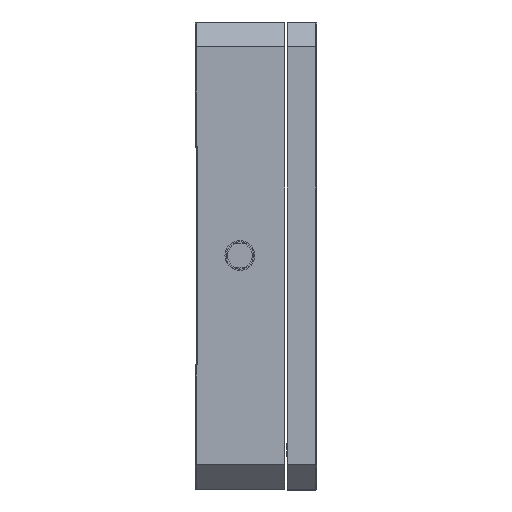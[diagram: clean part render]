
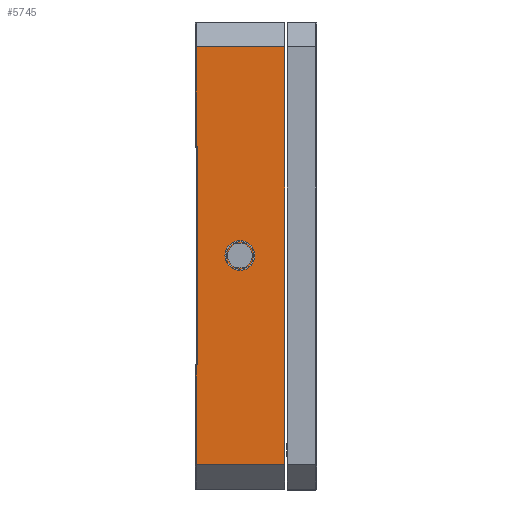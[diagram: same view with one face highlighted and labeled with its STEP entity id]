
A CAD part, top view. The second image highlights one B-rep face of the part: STEP entity #5745.
In plain terms, the highlighted planar face has unit normal (0, 0, 1).
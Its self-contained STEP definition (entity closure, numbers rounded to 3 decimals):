
#43 = CIRCLE ( 'NONE', #4072, 2.5 ) ;
#225 = DIRECTION ( 'NONE',  ( 0., 0., 1. ) ) ;
#226 = ORIENTED_EDGE ( 'NONE', *, *, #3226, .F. ) ;
#245 = CARTESIAN_POINT ( 'NONE',  ( 44.721, 8.521, 47. ) ) ;
#365 = LINE ( 'NONE', #2023, #2729 ) ;
#430 = FACE_BOUND ( 'NONE', #4764, .T. ) ;
#464 = LINE ( 'NONE', #1762, #1363 ) ;
#616 = VERTEX_POINT ( 'NONE', #786 ) ;
#696 = VERTEX_POINT ( 'NONE', #1682 ) ;
#786 = CARTESIAN_POINT ( 'NONE',  ( 62.521, 28.521, 47. ) ) ;
#984 = CARTESIAN_POINT ( 'NONE',  ( 62.521, -55.479, 47. ) ) ;
#1021 = EDGE_CURVE ( 'NONE', #2067, #696, #4145, .T. ) ;
#1060 = ORIENTED_EDGE ( 'NONE', *, *, #4984, .T. ) ;
#1101 = VERTEX_POINT ( 'NONE', #5633 ) ;
#1360 = DIRECTION ( 'NONE',  ( 0., -1., 0. ) ) ;
#1363 = VECTOR ( 'NONE', #1360, 1000. ) ;
#1676 = CARTESIAN_POINT ( 'NONE',  ( 44.721, 8.521, 47. ) ) ;
#1682 = CARTESIAN_POINT ( 'NONE',  ( 56.021, -13.479, 47. ) ) ;
#1692 = LINE ( 'NONE', #4862, #5421 ) ;
#1759 = VECTOR ( 'NONE', #4062, 1000. ) ;
#1762 = CARTESIAN_POINT ( 'NONE',  ( 62.521, 33.521, 47. ) ) ;
#1822 = ORIENTED_EDGE ( 'NONE', *, *, #2708, .T. ) ;
#1911 = CARTESIAN_POINT ( 'NONE',  ( 44.721, 33.521, 47. ) ) ;
#1923 = CARTESIAN_POINT ( 'NONE',  ( 53.521, -13.479, 47. ) ) ;
#2023 = CARTESIAN_POINT ( 'NONE',  ( 44.721, 33.521, 47. ) ) ;
#2048 = VERTEX_POINT ( 'NONE', #4637 ) ;
#2050 = CARTESIAN_POINT ( 'NONE',  ( 51.021, -13.479, 47. ) ) ;
#2067 = VERTEX_POINT ( 'NONE', #2050 ) ;
#2197 = CARTESIAN_POINT ( 'NONE',  ( 44.921, 8.521, 47. ) ) ;
#2225 = ORIENTED_EDGE ( 'NONE', *, *, #1021, .F. ) ;
#2294 = VERTEX_POINT ( 'NONE', #3924 ) ;
#2313 = DIRECTION ( 'NONE',  ( 0., 1., 0. ) ) ;
#2383 = DIRECTION ( 'NONE',  ( 1., 0., 0. ) ) ;
#2415 = VERTEX_POINT ( 'NONE', #1676 ) ;
#2655 = FACE_OUTER_BOUND ( 'NONE', #5615, .T. ) ;
#2708 = EDGE_CURVE ( 'NONE', #5018, #2415, #4065, .T. ) ;
#2729 = VECTOR ( 'NONE', #3339, 1000. ) ;
#2805 = VECTOR ( 'NONE', #4462, 1000. ) ;
#2921 = CARTESIAN_POINT ( 'NONE',  ( 44.721, 28.521, 47. ) ) ;
#3037 = ORIENTED_EDGE ( 'NONE', *, *, #4650, .T. ) ;
#3157 = CARTESIAN_POINT ( 'NONE',  ( 62.521, 28.521, 47. ) ) ;
#3191 = EDGE_CURVE ( 'NONE', #616, #4135, #464, .T. ) ;
#3226 = EDGE_CURVE ( 'NONE', #696, #2067, #43, .T. ) ;
#3283 = DIRECTION ( 'NONE',  ( 1., 0., 0. ) ) ;
#3339 = DIRECTION ( 'NONE',  ( 0., -1., 0. ) ) ;
#3411 = LINE ( 'NONE', #4471, #4109 ) ;
#3557 = EDGE_CURVE ( 'NONE', #616, #5018, #5075, .T. ) ;
#3565 = AXIS2_PLACEMENT_3D ( 'NONE', #4533, #4495, #2313 ) ;
#3629 = DIRECTION ( 'NONE',  ( 0., -1., 0. ) ) ;
#3924 = CARTESIAN_POINT ( 'NONE',  ( 44.721, -35.479, 47. ) ) ;
#3995 = DIRECTION ( 'NONE',  ( 1., 0., 0. ) ) ;
#4002 = VECTOR ( 'NONE', #3629, 1000. ) ;
#4045 = DIRECTION ( 'NONE',  ( 0., -1., 0. ) ) ;
#4062 = DIRECTION ( 'NONE',  ( -1., 0., 0. ) ) ;
#4065 = LINE ( 'NONE', #1911, #4002 ) ;
#4072 = AXIS2_PLACEMENT_3D ( 'NONE', #1923, #4136, #2383 ) ;
#4098 = EDGE_CURVE ( 'NONE', #1101, #4135, #1692, .T. ) ;
#4109 = VECTOR ( 'NONE', #4045, 1000. ) ;
#4135 = VERTEX_POINT ( 'NONE', #984 ) ;
#4136 = DIRECTION ( 'NONE',  ( 0., 0., 1. ) ) ;
#4145 = CIRCLE ( 'NONE', #5635, 2.5 ) ;
#4171 = LINE ( 'NONE', #245, #5131 ) ;
#4182 = CARTESIAN_POINT ( 'NONE',  ( 53.521, -13.479, 47. ) ) ;
#4302 = EDGE_CURVE ( 'NONE', #2415, #5636, #4171, .T. ) ;
#4454 = PLANE ( 'NONE',  #3565 ) ;
#4462 = DIRECTION ( 'NONE',  ( -1., 0., 0. ) ) ;
#4471 = CARTESIAN_POINT ( 'NONE',  ( 44.921, -35.479, 47. ) ) ;
#4495 = DIRECTION ( 'NONE',  ( 0., 0., -1. ) ) ;
#4533 = CARTESIAN_POINT ( 'NONE',  ( 62.521, 33.521, 47. ) ) ;
#4574 = EDGE_CURVE ( 'NONE', #2048, #2294, #5275, .T. ) ;
#4624 = DIRECTION ( 'NONE',  ( 1., 0., 0. ) ) ;
#4637 = CARTESIAN_POINT ( 'NONE',  ( 44.921, -35.479, 47. ) ) ;
#4640 = ORIENTED_EDGE ( 'NONE', *, *, #4302, .T. ) ;
#4650 = EDGE_CURVE ( 'NONE', #5636, #2048, #3411, .T. ) ;
#4764 = EDGE_LOOP ( 'NONE', ( #226, #2225 ) ) ;
#4857 = CARTESIAN_POINT ( 'NONE',  ( 44.721, -35.479, 47. ) ) ;
#4862 = CARTESIAN_POINT ( 'NONE',  ( 62.521, -55.479, 47. ) ) ;
#4871 = ORIENTED_EDGE ( 'NONE', *, *, #3191, .F. ) ;
#4984 = EDGE_CURVE ( 'NONE', #2294, #1101, #365, .T. ) ;
#5018 = VERTEX_POINT ( 'NONE', #2921 ) ;
#5025 = ORIENTED_EDGE ( 'NONE', *, *, #4574, .T. ) ;
#5075 = LINE ( 'NONE', #3157, #2805 ) ;
#5120 = ORIENTED_EDGE ( 'NONE', *, *, #4098, .T. ) ;
#5131 = VECTOR ( 'NONE', #3283, 1000. ) ;
#5275 = LINE ( 'NONE', #4857, #1759 ) ;
#5421 = VECTOR ( 'NONE', #3995, 1000. ) ;
#5503 = ORIENTED_EDGE ( 'NONE', *, *, #3557, .T. ) ;
#5615 = EDGE_LOOP ( 'NONE', ( #5025, #1060, #5120, #4871, #5503, #1822, #4640, #3037 ) ) ;
#5633 = CARTESIAN_POINT ( 'NONE',  ( 44.721, -55.479, 47. ) ) ;
#5635 = AXIS2_PLACEMENT_3D ( 'NONE', #4182, #225, #4624 ) ;
#5636 = VERTEX_POINT ( 'NONE', #2197 ) ;
#5745 = ADVANCED_FACE ( 'NONE', ( #430, #2655 ), #4454, .F. ) ;
